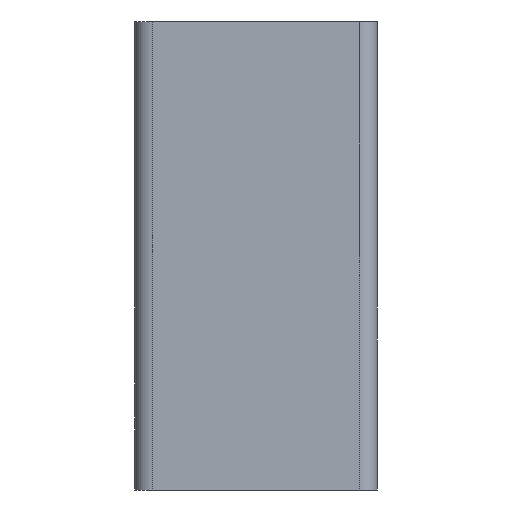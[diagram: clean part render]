
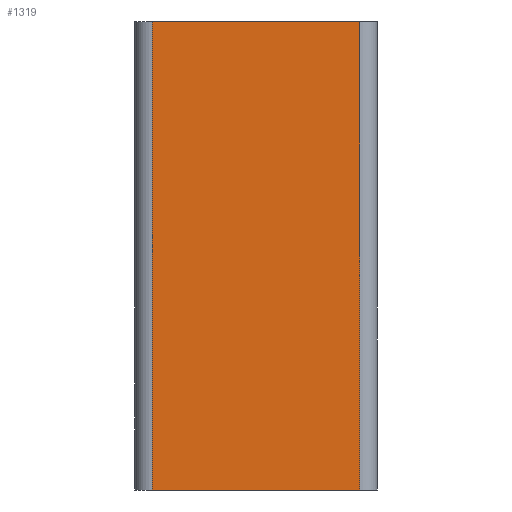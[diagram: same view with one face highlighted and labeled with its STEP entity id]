
A CAD part, left-side view. The second image highlights one B-rep face of the part: STEP entity #1319.
In plain terms, the highlighted planar face has unit normal (-1, 0, 0).
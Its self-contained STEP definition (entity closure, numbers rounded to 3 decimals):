
#109 = AXIS2_PLACEMENT_3D ( 'NONE', #1652, #1653, #1654 ) ;
#394 = ORIENTED_EDGE ( 'NONE', *, *, #1394, .T. ) ;
#395 = ORIENTED_EDGE ( 'NONE', *, *, #1395, .F. ) ;
#396 = ORIENTED_EDGE ( 'NONE', *, *, #1396, .F. ) ;
#397 = ORIENTED_EDGE ( 'NONE', *, *, #1392, .T. ) ;
#501 = VECTOR ( 'NONE', #767, 1000. ) ;
#503 = VECTOR ( 'NONE', #779, 1000. ) ;
#504 = VECTOR ( 'NONE', #773, 1000. ) ;
#506 = VECTOR ( 'NONE', #777, 1000. ) ;
#747 = CARTESIAN_POINT ( 'NONE',  ( -80., 65., 67.5 ) ) ;
#757 = LINE ( 'NONE', #747, #501 ) ;
#762 = CARTESIAN_POINT ( 'NONE',  ( -80., 5., -67.5 ) ) ;
#766 = LINE ( 'NONE', #762, #504 ) ;
#767 = DIRECTION ( 'NONE',  ( 0., 0., -1. ) ) ;
#769 = LINE ( 'NONE', #778, #503 ) ;
#773 = DIRECTION ( 'NONE',  ( 0., -1., 0. ) ) ;
#774 = LINE ( 'NONE', #776, #506 ) ;
#776 = CARTESIAN_POINT ( 'NONE',  ( -80., 5., 67.5 ) ) ;
#777 = DIRECTION ( 'NONE',  ( 0., 0., -1. ) ) ;
#778 = CARTESIAN_POINT ( 'NONE',  ( -80., 5., 67.5 ) ) ;
#779 = DIRECTION ( 'NONE',  ( 0., -1., 0. ) ) ;
#1001 = CARTESIAN_POINT ( 'NONE',  ( -80., 65., -67.5 ) ) ;
#1003 = CARTESIAN_POINT ( 'NONE',  ( -80., 5., -67.5 ) ) ;
#1006 = CARTESIAN_POINT ( 'NONE',  ( -80., 65., 67.5 ) ) ;
#1008 = CARTESIAN_POINT ( 'NONE',  ( -80., 5., 67.5 ) ) ;
#1319 = ADVANCED_FACE ( 'NONE', ( #1641 ), #1642, .F. ) ;
#1392 = EDGE_CURVE ( 'NONE', #1447, #1440, #757, .T. ) ;
#1394 = EDGE_CURVE ( 'NONE', #1440, #1444, #766, .T. ) ;
#1395 = EDGE_CURVE ( 'NONE', #1449, #1444, #774, .T. ) ;
#1396 = EDGE_CURVE ( 'NONE', #1447, #1449, #769, .T. ) ;
#1440 = VERTEX_POINT ( 'NONE', #1001 ) ;
#1444 = VERTEX_POINT ( 'NONE', #1003 ) ;
#1447 = VERTEX_POINT ( 'NONE', #1006 ) ;
#1449 = VERTEX_POINT ( 'NONE', #1008 ) ;
#1641 = FACE_OUTER_BOUND ( 'NONE', #1748, .T. ) ;
#1642 = PLANE ( 'NONE',  #109 ) ;
#1652 = CARTESIAN_POINT ( 'NONE',  ( -80., 5., 67.5 ) ) ;
#1653 = DIRECTION ( 'NONE',  ( 1., 0., 0. ) ) ;
#1654 = DIRECTION ( 'NONE',  ( 0., 0., -1. ) ) ;
#1748 = EDGE_LOOP ( 'NONE', ( #394, #395, #396, #397 ) ) ;
